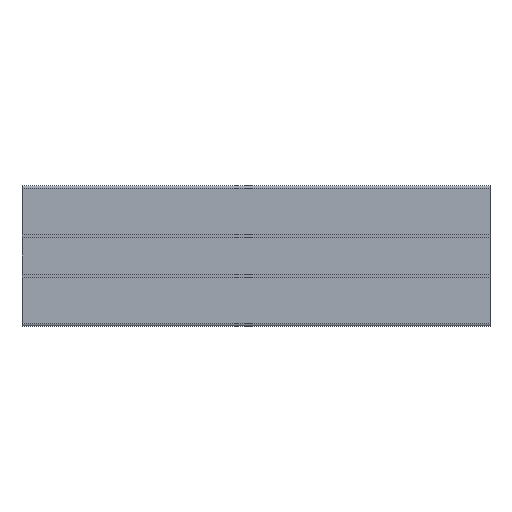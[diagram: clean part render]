
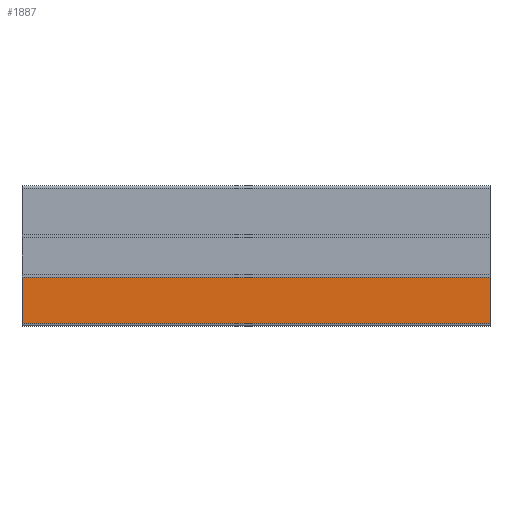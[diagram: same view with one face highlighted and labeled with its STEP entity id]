
A CAD part, left-side view. The second image highlights one B-rep face of the part: STEP entity #1887.
In plain terms, the highlighted planar face has unit normal (-1, 0, 0).
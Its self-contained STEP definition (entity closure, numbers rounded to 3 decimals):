
#51=PLANE('',#2055);
#139=FACE_OUTER_BOUND('',#239,.T.);
#239=EDGE_LOOP('',(#1541,#1542,#1543,#1544));
#418=LINE('',#3013,#631);
#428=LINE('',#3045,#641);
#429=LINE('',#3048,#642);
#430=LINE('',#3049,#643);
#631=VECTOR('',#2444,10.);
#641=VECTOR('',#2470,10.);
#642=VECTOR('',#2473,10.);
#643=VECTOR('',#2474,10.);
#913=VERTEX_POINT('',#3010);
#914=VERTEX_POINT('',#3012);
#927=VERTEX_POINT('',#3041);
#929=VERTEX_POINT('',#3047);
#1148=EDGE_CURVE('',#913,#914,#418,.T.);
#1165=EDGE_CURVE('',#914,#927,#428,.T.);
#1166=EDGE_CURVE('',#913,#929,#429,.T.);
#1167=EDGE_CURVE('',#927,#929,#430,.T.);
#1541=ORIENTED_EDGE('',*,*,#1165,.F.);
#1542=ORIENTED_EDGE('',*,*,#1148,.F.);
#1543=ORIENTED_EDGE('',*,*,#1166,.T.);
#1544=ORIENTED_EDGE('',*,*,#1167,.F.);
#1887=ADVANCED_FACE('',(#139),#51,.T.);
#2055=AXIS2_PLACEMENT_3D('',#3046,#2471,#2472);
#2444=DIRECTION('',(0.,0.,-1.));
#2470=DIRECTION('',(0.,1.,0.));
#2471=DIRECTION('center_axis',(-1.,0.,0.));
#2472=DIRECTION('ref_axis',(0.,0.,1.));
#2473=DIRECTION('',(0.,1.,0.));
#2474=DIRECTION('',(0.,0.,1.));
#3010=CARTESIAN_POINT('',(-15.,-50.,-4.5));
#3012=CARTESIAN_POINT('',(-15.,-50.,-14.5));
#3013=CARTESIAN_POINT('',(-15.,-50.,-15.));
#3041=CARTESIAN_POINT('',(-15.,50.,-14.5));
#3045=CARTESIAN_POINT('',(-15.,0.,-14.5));
#3046=CARTESIAN_POINT('Origin',(-15.,0.,-15.));
#3047=CARTESIAN_POINT('',(-15.,50.,-4.5));
#3048=CARTESIAN_POINT('',(-15.,0.,-4.5));
#3049=CARTESIAN_POINT('',(-15.,50.,-15.));
